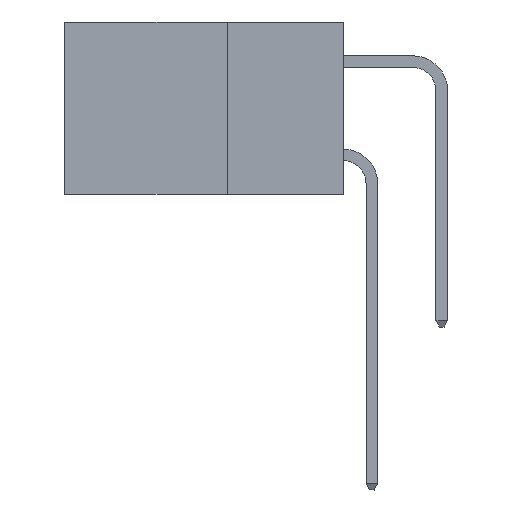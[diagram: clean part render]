
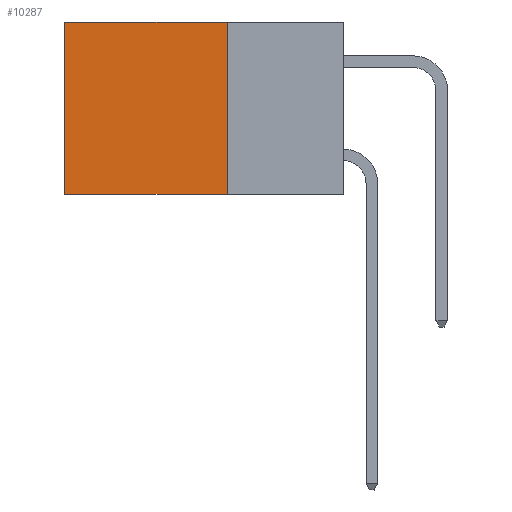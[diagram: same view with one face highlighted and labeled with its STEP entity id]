
A CAD part, left-side view. The second image highlights one B-rep face of the part: STEP entity #10287.
In plain terms, the highlighted planar face has unit normal (-1, 0, 0).
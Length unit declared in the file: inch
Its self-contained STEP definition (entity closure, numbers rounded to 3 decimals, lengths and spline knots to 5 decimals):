
#165 = ORIENTED_EDGE ( 'NONE', *, *, #6670, .T. ) ;
#988 = CARTESIAN_POINT ( 'NONE',  ( 0.298, 0.25, 0. ) ) ;
#1976 = PLANE ( 'NONE',  #11942 ) ;
#3017 = VECTOR ( 'NONE', #7900, 39.37008 ) ;
#3035 = LINE ( 'NONE', #3457, #5982 ) ;
#3115 = CARTESIAN_POINT ( 'NONE',  ( 0.298, 0.6, 0. ) ) ;
#3457 = CARTESIAN_POINT ( 'NONE',  ( 0.298, 0.25, 0. ) ) ;
#4376 = CARTESIAN_POINT ( 'NONE',  ( 0.298, 0.6, 0. ) ) ;
#4517 = CARTESIAN_POINT ( 'NONE',  ( 0.298, 0.25, 0. ) ) ;
#4539 = VERTEX_POINT ( 'NONE', #12579 ) ;
#5340 = VERTEX_POINT ( 'NONE', #3115 ) ;
#5474 = FACE_OUTER_BOUND ( 'NONE', #9724, .T. ) ;
#5783 = DIRECTION ( 'NONE',  ( 0., 0., -1. ) ) ;
#5982 = VECTOR ( 'NONE', #9450, 39.37008 ) ;
#6322 = LINE ( 'NONE', #12564, #3017 ) ;
#6670 = EDGE_CURVE ( 'NONE', #15501, #5340, #3035, .T. ) ;
#7095 = EDGE_CURVE ( 'NONE', #15501, #4539, #6322, .T. ) ;
#7900 = DIRECTION ( 'NONE',  ( 0., 0., -1. ) ) ;
#8463 = ORIENTED_EDGE ( 'NONE', *, *, #11476, .T. ) ;
#8802 = VECTOR ( 'NONE', #11510, 39.37008 ) ;
#9191 = ORIENTED_EDGE ( 'NONE', *, *, #9832, .F. ) ;
#9450 = DIRECTION ( 'NONE',  ( 0., 1., 0. ) ) ;
#9572 = ORIENTED_EDGE ( 'NONE', *, *, #7095, .F. ) ;
#9724 = EDGE_LOOP ( 'NONE', ( #8463, #9191, #9572, #165 ) ) ;
#9832 = EDGE_CURVE ( 'NONE', #4539, #14604, #14786, .T. ) ;
#10287 = ADVANCED_FACE ( 'NONE', ( #5474 ), #1976, .F. ) ;
#11476 = EDGE_CURVE ( 'NONE', #5340, #14604, #11959, .T. ) ;
#11510 = DIRECTION ( 'NONE',  ( 0., 0., -1. ) ) ;
#11762 = VECTOR ( 'NONE', #12985, 39.37008 ) ;
#11839 = CARTESIAN_POINT ( 'NONE',  ( 0.298, 0.25, -0.37 ) ) ;
#11942 = AXIS2_PLACEMENT_3D ( 'NONE', #4517, #12798, #5783 ) ;
#11959 = LINE ( 'NONE', #4376, #8802 ) ;
#12564 = CARTESIAN_POINT ( 'NONE',  ( 0.298, 0.25, 0. ) ) ;
#12579 = CARTESIAN_POINT ( 'NONE',  ( 0.298, 0.25, -0.37 ) ) ;
#12798 = DIRECTION ( 'NONE',  ( 1., 0., 0. ) ) ;
#12985 = DIRECTION ( 'NONE',  ( 0., 1., 0. ) ) ;
#13591 = CARTESIAN_POINT ( 'NONE',  ( 0.298, 0.6, -0.37 ) ) ;
#14604 = VERTEX_POINT ( 'NONE', #13591 ) ;
#14786 = LINE ( 'NONE', #11839, #11762 ) ;
#15501 = VERTEX_POINT ( 'NONE', #988 ) ;
